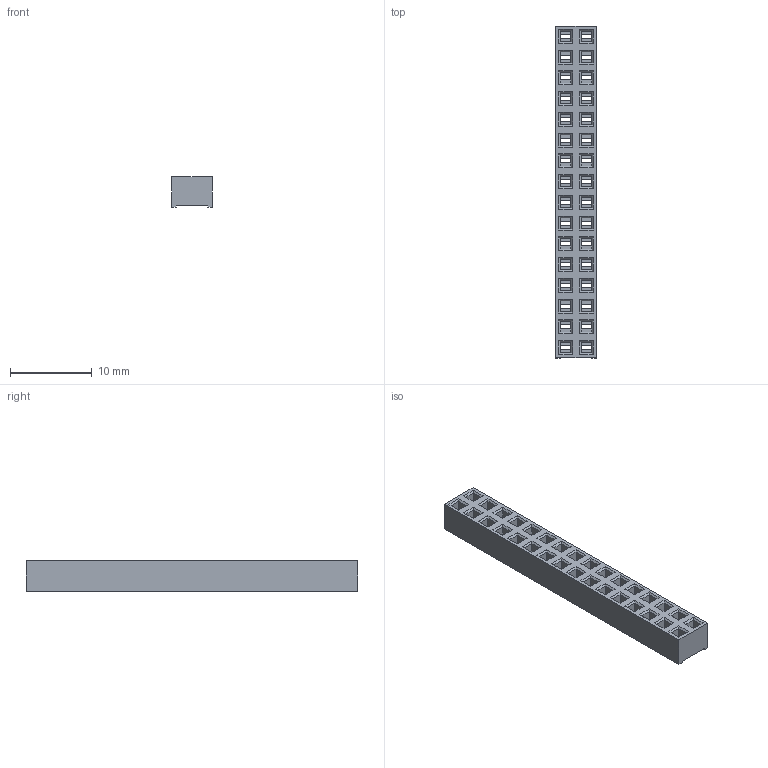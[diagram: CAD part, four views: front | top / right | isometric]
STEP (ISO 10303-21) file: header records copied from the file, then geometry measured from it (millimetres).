
FILE_DESCRIPTION(/* description */ ('model of Connector_Wuerth_WR-PHD_SMD_2x16_P2.54_Vertical_610032243021'),/* implementation_level */ '2;1');
FILE_NAME(/* name */ 'Connector_Wuerth_WR-PHD_SMD_2x16_P2.54_Vertical_610032243021.step',/* time_stamp */ '2020-09-21T15:29:36',/* author */ ('Joel',''),/* organization */ (''),/* preprocessor_version */ '',/* originating_system */ '',/* authorisation */ '');
FILE_SCHEMA(('AUTOMOTIVE_DESIGN { 1 0 10303 214 1 1 1 1 }'));
Length unit declared in the file: millimetre
Products named in the file (1): Shape0_7862727120938151
Bounding box: 5 x 40.64 x 3.7 mm (x, y, z)
Volume: 534.3 mm3; surface area: 1272.2 mm2
Topology: 1 solids, 1 shells, 522 faces, 1432 edges, 912 vertices
Faces by surface type: plane 522
Entity records: 34605 total; most frequent: CARTESIAN_POINT 5923, DIRECTION 5150, LINE 4104, VECTOR 4104, ORIENTED_EDGE 2864, PCURVE 2864, DEFINITIONAL_REPRESENTATION 2864, EDGE_CURVE 1432
